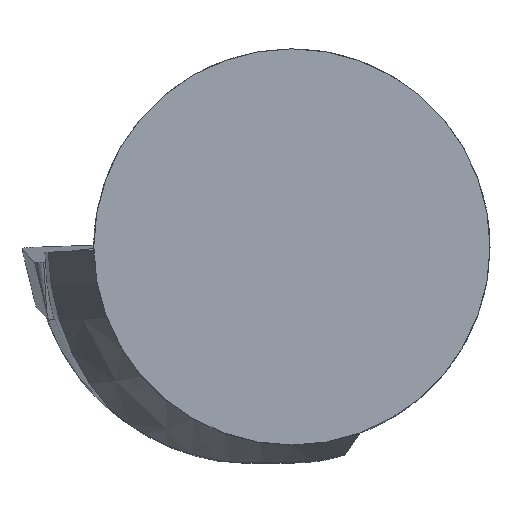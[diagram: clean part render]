
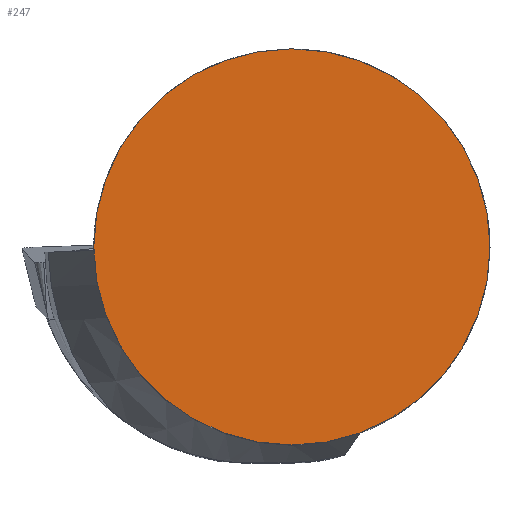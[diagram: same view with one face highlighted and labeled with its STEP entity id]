
A CAD part, top view. The second image highlights one B-rep face of the part: STEP entity #247.
In plain terms, the highlighted planar face has unit normal (0, 0, 1).
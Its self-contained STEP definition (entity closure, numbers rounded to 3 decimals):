
#142=PLANE('',#759);
#247=ADVANCED_FACE('',(#284),#142,.T.);
#284=FACE_OUTER_BOUND('',#321,.T.);
#321=EDGE_LOOP('',(#463));
#346=CIRCLE('',#736,8.);
#463=ORIENTED_EDGE('',*,*,#607,.T.);
#549=VERTEX_POINT('',#1145);
#607=EDGE_CURVE('',#549,#549,#346,.T.);
#736=AXIS2_PLACEMENT_3D('',#1144,#829,#830);
#759=AXIS2_PLACEMENT_3D('',#1255,#883,#884);
#829=DIRECTION('',(0.,0.,1.));
#830=DIRECTION('',(1.,0.,0.));
#883=DIRECTION('',(0.,0.,1.));
#884=DIRECTION('',(1.,0.,0.));
#1144=CARTESIAN_POINT('',(0.,0.,0.));
#1145=CARTESIAN_POINT('',(8.,0.,0.));
#1255=CARTESIAN_POINT('',(0.,0.,0.));
